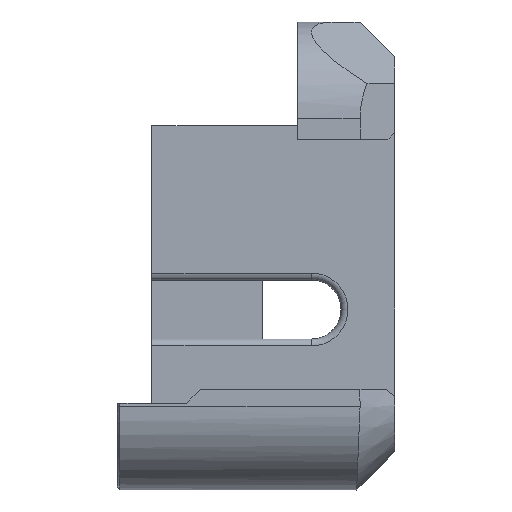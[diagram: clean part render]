
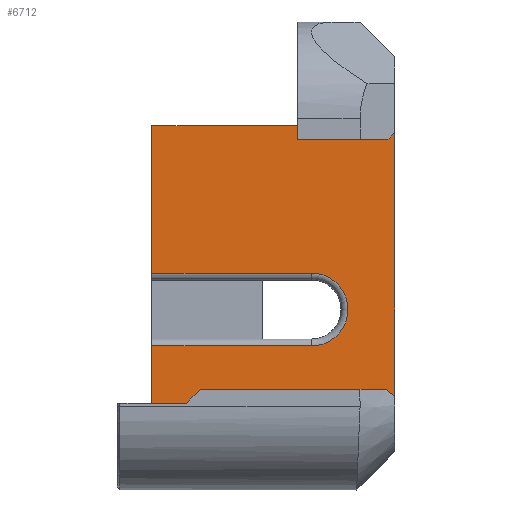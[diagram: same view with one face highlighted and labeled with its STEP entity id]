
A CAD part, left-side view. The second image highlights one B-rep face of the part: STEP entity #6712.
In plain terms, the highlighted planar face has unit normal (-1, 0, 0).
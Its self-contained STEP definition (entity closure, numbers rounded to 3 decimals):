
#472=PLANE('',#7214);
#808=FACE_OUTER_BOUND('',#1204,.T.);
#1204=EDGE_LOOP('',(#6129,#6130,#6131,#6132,#6133,#6134,#6135,#6136,#6137));
#1347=LINE('',#9316,#2029);
#1531=LINE('',#10354,#2213);
#1542=LINE('',#10380,#2224);
#1563=LINE('',#10431,#2245);
#1672=LINE('',#10957,#2354);
#1787=LINE('',#11283,#2469);
#1805=LINE('',#11316,#2487);
#1894=LINE('',#11547,#2576);
#2029=VECTOR('',#7558,10.);
#2213=VECTOR('',#7960,10.);
#2224=VECTOR('',#7977,10.);
#2245=VECTOR('',#8018,10.);
#2354=VECTOR('',#8259,10.);
#2469=VECTOR('',#8518,10.);
#2487=VECTOR('',#8552,10.);
#2576=VECTOR('',#8805,10.);
#2741=CIRCLE('',#7215,5.25);
#2854=VERTEX_POINT('',#9314);
#2855=VERTEX_POINT('',#9315);
#3062=VERTEX_POINT('',#10351);
#3063=VERTEX_POINT('',#10353);
#3075=VERTEX_POINT('',#10379);
#3095=VERTEX_POINT('',#10429);
#3152=VERTEX_POINT('',#10745);
#3213=VERTEX_POINT('',#10955);
#3363=VERTEX_POINT('',#11545);
#3530=EDGE_CURVE('',#2854,#2855,#1347,.T.);
#3837=EDGE_CURVE('',#3062,#3063,#1531,.T.);
#3851=EDGE_CURVE('',#2854,#3075,#1542,.T.);
#3878=EDGE_CURVE('',#3095,#3062,#1563,.T.);
#4031=EDGE_CURVE('',#3213,#2855,#1672,.T.);
#4172=EDGE_CURVE('',#3152,#3213,#1787,.T.);
#4190=EDGE_CURVE('',#3063,#3152,#1805,.T.);
#4304=EDGE_CURVE('',#3363,#3095,#2741,.T.);
#4305=EDGE_CURVE('',#3075,#3363,#1894,.T.);
#6129=ORIENTED_EDGE('',*,*,#3878,.F.);
#6130=ORIENTED_EDGE('',*,*,#4304,.F.);
#6131=ORIENTED_EDGE('',*,*,#4305,.F.);
#6132=ORIENTED_EDGE('',*,*,#3851,.F.);
#6133=ORIENTED_EDGE('',*,*,#3530,.T.);
#6134=ORIENTED_EDGE('',*,*,#4031,.F.);
#6135=ORIENTED_EDGE('',*,*,#4172,.F.);
#6136=ORIENTED_EDGE('',*,*,#4190,.F.);
#6137=ORIENTED_EDGE('',*,*,#3837,.F.);
#6712=ADVANCED_FACE('',(#808),#472,.T.);
#7214=AXIS2_PLACEMENT_3D('',#11544,#8801,#8802);
#7215=AXIS2_PLACEMENT_3D('',#11546,#8803,#8804);
#7558=DIRECTION('',(0.,-1.,0.));
#7960=DIRECTION('',(0.,0.,1.));
#7977=DIRECTION('',(0.,0.,1.));
#8018=DIRECTION('',(0.,1.,0.));
#8259=DIRECTION('',(0.,0.,-1.));
#8518=DIRECTION('',(0.,-1.,0.));
#8552=DIRECTION('',(0.,-1.,0.));
#8801=DIRECTION('center_axis',(-1.,0.,0.));
#8802=DIRECTION('ref_axis',(0.,0.,-1.));
#8803=DIRECTION('center_axis',(-1.,0.,0.));
#8804=DIRECTION('ref_axis',(0.,-1.,0.));
#8805=DIRECTION('',(0.,-1.,0.));
#9314=CARTESIAN_POINT('',(131.217,-119.43,62.75));
#9315=CARTESIAN_POINT('',(131.217,-154.43,62.75));
#9316=CARTESIAN_POINT('',(131.217,-153.43,62.75));
#10351=CARTESIAN_POINT('',(131.217,-119.43,81.5));
#10353=CARTESIAN_POINT('',(131.217,-119.43,102.75));
#10354=CARTESIAN_POINT('',(131.217,-119.43,62.75));
#10379=CARTESIAN_POINT('',(131.217,-119.43,71.));
#10380=CARTESIAN_POINT('',(131.217,-119.43,62.75));
#10429=CARTESIAN_POINT('',(131.217,-142.43,81.5));
#10431=CARTESIAN_POINT('',(131.217,-136.43,81.5));
#10745=CARTESIAN_POINT('',(131.217,-140.43,102.75));
#10955=CARTESIAN_POINT('',(131.217,-154.43,102.75));
#10957=CARTESIAN_POINT('',(131.217,-154.43,102.75));
#11283=CARTESIAN_POINT('',(131.217,-153.43,102.75));
#11316=CARTESIAN_POINT('',(131.217,-153.43,102.75));
#11544=CARTESIAN_POINT('Origin',(131.217,-153.43,102.75));
#11545=CARTESIAN_POINT('',(131.217,-142.43,71.));
#11546=CARTESIAN_POINT('Origin',(131.217,-142.43,76.25));
#11547=CARTESIAN_POINT('',(131.217,-145.43,71.));
